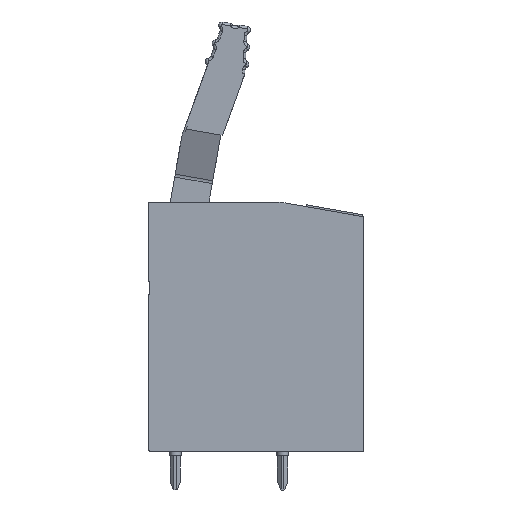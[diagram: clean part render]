
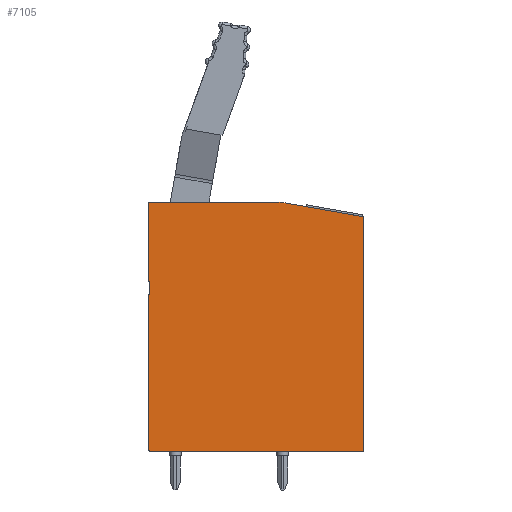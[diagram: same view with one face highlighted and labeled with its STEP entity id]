
A CAD part, left-side view. The second image highlights one B-rep face of the part: STEP entity #7105.
In plain terms, the highlighted planar face has unit normal (-1, 0, 0).
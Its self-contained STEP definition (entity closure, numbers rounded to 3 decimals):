
#236=PLANE($,#7632);
#503=FACE_OUTER_BOUND($,#943,.T.);
#943=EDGE_LOOP($,(#5224,#5225,#5226,#5227,#5228,#5229,#5230,#5231,#5232,
#5233,#5234,#5235,#5236));
#1405=LINE($,#10732,#2086);
#1475=LINE($,#11036,#2156);
#1488=LINE($,#11078,#2169);
#1491=LINE($,#11086,#2172);
#1492=LINE($,#11089,#2173);
#1494=LINE($,#11095,#2175);
#1495=LINE($,#11098,#2176);
#2086=VECTOR($,#8475,27.307);
#2156=VECTOR($,#8693,17.95);
#2169=VECTOR($,#8736,1.354);
#2172=VECTOR($,#8745,9.14);
#2173=VECTOR($,#8748,24.8);
#2175=VECTOR($,#8756,9.253);
#2176=VECTOR($,#8759,15.019);
#2724=CIRCLE($,#7620,0.1);
#2725=CIRCLE($,#7622,0.1);
#2726=CIRCLE($,#7624,0.1);
#2727=CIRCLE($,#7627,0.1);
#2728=CIRCLE($,#7631,0.2);
#2729=CIRCLE($,#7633,5.);
#3104=VERTEX_POINT($,#10729);
#3105=VERTEX_POINT($,#10731);
#3166=VERTEX_POINT($,#11032);
#3168=VERTEX_POINT($,#11035);
#3179=VERTEX_POINT($,#11064);
#3180=VERTEX_POINT($,#11066);
#3181=VERTEX_POINT($,#11072);
#3182=VERTEX_POINT($,#11074);
#3183=VERTEX_POINT($,#11080);
#3184=VERTEX_POINT($,#11084);
#3185=VERTEX_POINT($,#11088);
#3186=VERTEX_POINT($,#11094);
#3187=VERTEX_POINT($,#11096);
#3818=EDGE_CURVE($,#3105,#3104,#1405,.T.);
#3921=EDGE_CURVE($,#3168,#3166,#1475,.T.);
#3937=EDGE_CURVE($,#3179,#3180,#2724,.T.);
#3939=EDGE_CURVE($,#3179,#3168,#2725,.T.);
#3941=EDGE_CURVE($,#3182,#3181,#2726,.T.);
#3943=EDGE_CURVE($,#3180,#3181,#1488,.T.);
#3945=EDGE_CURVE($,#3183,#3182,#2727,.T.);
#3947=EDGE_CURVE($,#3184,#3183,#1491,.T.);
#3948=EDGE_CURVE($,#3105,#3185,#1492,.T.);
#3950=EDGE_CURVE($,#3185,#3166,#2728,.T.);
#3951=EDGE_CURVE($,#3104,#3186,#1494,.T.);
#3952=EDGE_CURVE($,#3186,#3187,#2729,.T.);
#3953=EDGE_CURVE($,#3187,#3184,#1495,.T.);
#5224=ORIENTED_EDGE($,*,*,#3818,.T.);
#5225=ORIENTED_EDGE($,*,*,#3951,.T.);
#5226=ORIENTED_EDGE($,*,*,#3952,.T.);
#5227=ORIENTED_EDGE($,*,*,#3953,.T.);
#5228=ORIENTED_EDGE($,*,*,#3947,.T.);
#5229=ORIENTED_EDGE($,*,*,#3945,.T.);
#5230=ORIENTED_EDGE($,*,*,#3941,.T.);
#5231=ORIENTED_EDGE($,*,*,#3943,.F.);
#5232=ORIENTED_EDGE($,*,*,#3937,.F.);
#5233=ORIENTED_EDGE($,*,*,#3939,.T.);
#5234=ORIENTED_EDGE($,*,*,#3921,.T.);
#5235=ORIENTED_EDGE($,*,*,#3950,.F.);
#5236=ORIENTED_EDGE($,*,*,#3948,.F.);
#7105=ADVANCED_FACE($,(#503),#236,.T.);
#7620=AXIS2_PLACEMENT_3D($,#11067,#8721,#8722);
#7622=AXIS2_PLACEMENT_3D($,#11070,#8726,#8727);
#7624=AXIS2_PLACEMENT_3D($,#11075,#8731,#8732);
#7627=AXIS2_PLACEMENT_3D($,#11082,#8740,#8741);
#7631=AXIS2_PLACEMENT_3D($,#11092,#8752,#8753);
#7632=AXIS2_PLACEMENT_3D($,#11093,#8754,#8755);
#7633=AXIS2_PLACEMENT_3D($,#11097,#8757,#8758);
#8475=DIRECTION($,(0.,0.,1.));
#8693=DIRECTION($,(0.,0.,-1.));
#8721=DIRECTION('center_axis',(-1.,0.,0.));
#8722=DIRECTION('ref_axis',(0.,0.,
1.));
#8726=DIRECTION('center_axis',(-1.,0.,0.));
#8727=DIRECTION('ref_axis',(0.,0.,
1.));
#8731=DIRECTION('center_axis',(1.,0.,0.));
#8732=DIRECTION('ref_axis',(0.,0.,
-1.));
#8736=DIRECTION($,(0.,0.,1.));
#8740=DIRECTION('center_axis',(-1.,0.,0.));
#8741=DIRECTION('ref_axis',(0.,0.,
1.));
#8745=DIRECTION($,(0.,0.,-1.));
#8748=DIRECTION($,(0.,1.,0.));
#8752=DIRECTION('center_axis',(1.,0.,0.));
#8753=DIRECTION('ref_axis',(0.,-1.,0.));
#8754=DIRECTION('center_axis',(-1.,0.,0.));
#8755=DIRECTION('ref_axis',(0.,0.,-1.));
#8756=DIRECTION($,(0.,0.985,0.174));
#8757=DIRECTION('center_axis',(-1.,0.,0.));
#8758=DIRECTION('ref_axis',(0.,1.,0.));
#8759=DIRECTION($,(0.,1.,0.));
#10729=CARTESIAN_POINT('',(-10.5,-15.65,27.307));
#10731=CARTESIAN_POINT('',(-10.5,-15.65,0.));
#10732=CARTESIAN_POINT($,(-10.5,-15.65,6.374));
#11032=CARTESIAN_POINT('',(-10.5,9.35,0.2));
#11035=CARTESIAN_POINT('',(-10.5,9.35,18.15));
#11036=CARTESIAN_POINT($,(-10.5,9.35,6.374));
#11064=CARTESIAN_POINT('',(-10.5,9.3,18.237));
#11066=CARTESIAN_POINT('',(-10.5,9.25,18.323));
#11067=CARTESIAN_POINT('Origin',(-10.5,9.35,18.323));
#11070=CARTESIAN_POINT('Origin',(-10.5,9.25,18.15));
#11072=CARTESIAN_POINT('',(-10.5,9.25,19.677));
#11074=CARTESIAN_POINT('',(-10.5,9.3,19.763));
#11075=CARTESIAN_POINT('Origin',(-10.5,9.35,19.677));
#11078=CARTESIAN_POINT($,(-10.5,9.25,6.374));
#11080=CARTESIAN_POINT('',(-10.5,9.35,19.85));
#11082=CARTESIAN_POINT('Origin',(-10.5,9.25,19.85));
#11084=CARTESIAN_POINT('',(-10.5,9.35,28.99));
#11086=CARTESIAN_POINT($,(-10.5,9.35,6.374));
#11088=CARTESIAN_POINT('',(-10.5,9.15,0.));
#11089=CARTESIAN_POINT($,(-10.5,-15.15,0.));
#11092=CARTESIAN_POINT('Origin',(-10.5,9.15,0.2));
#11093=CARTESIAN_POINT('Origin',(-10.5,-5.772,23.219));
#11094=CARTESIAN_POINT('',(-10.5,-6.538,28.914));
#11095=CARTESIAN_POINT($,(-10.5,-13.155,27.747));
#11096=CARTESIAN_POINT('',(-10.5,-5.669,28.99));
#11097=CARTESIAN_POINT('Origin',(-10.5,-5.669,23.99));
#11098=CARTESIAN_POINT($,(-10.5,-13.155,28.99));
